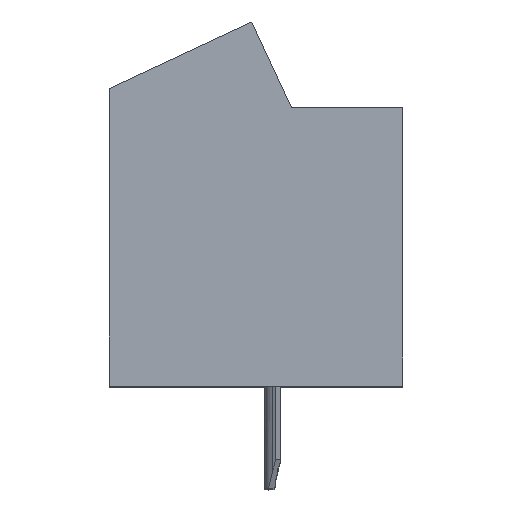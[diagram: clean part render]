
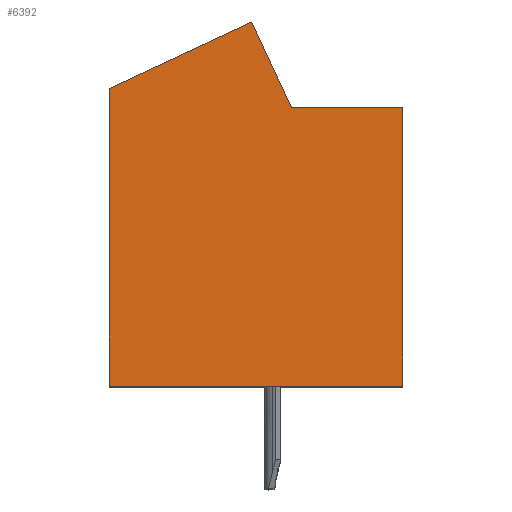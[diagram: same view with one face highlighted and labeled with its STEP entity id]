
A CAD part, top view. The second image highlights one B-rep face of the part: STEP entity #6392.
In plain terms, the highlighted planar face has unit normal (0, 0, 1).
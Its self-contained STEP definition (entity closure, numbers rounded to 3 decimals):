
#2297=DIRECTION('',(-1.,0.,0.));
#2298=VECTOR('',#2297,3.79);
#2299=CARTESIAN_POINT('',(5.002,3.3,21.75));
#2300=LINE('',#2299,#2298);
#2301=DIRECTION('',(0.,1.,0.));
#2302=VECTOR('',#2301,9.5);
#2303=CARTESIAN_POINT('',(5.002,-6.2,21.75));
#2304=LINE('',#2303,#2302);
#2305=DIRECTION('',(1.,0.,0.));
#2306=VECTOR('',#2305,10.);
#2307=CARTESIAN_POINT('',(-4.998,-6.2,21.75));
#2308=LINE('',#2307,#2306);
#2309=DIRECTION('',(0.,-1.,0.));
#2310=VECTOR('',#2309,10.135);
#2311=CARTESIAN_POINT('',(-4.998,3.935,21.75));
#2312=LINE('',#2311,#2310);
#2313=DIRECTION('',(-0.906,-0.423,0.));
#2314=VECTOR('',#2313,5.36);
#2315=CARTESIAN_POINT('',(-0.14,6.2,21.75));
#2316=LINE('',#2315,#2314);
#2317=DIRECTION('',(-0.423,0.906,0.));
#2318=VECTOR('',#2317,3.2);
#2319=CARTESIAN_POINT('',(1.212,3.3,21.75));
#2320=LINE('',#2319,#2318);
#2808=CARTESIAN_POINT('',(5.002,3.3,21.75));
#2809=CARTESIAN_POINT('',(1.212,3.3,21.75));
#2810=VERTEX_POINT('',#2808);
#2811=VERTEX_POINT('',#2809);
#2812=CARTESIAN_POINT('',(-0.14,6.2,21.75));
#2813=VERTEX_POINT('',#2812);
#2814=CARTESIAN_POINT('',(-4.998,3.935,21.75));
#2815=VERTEX_POINT('',#2814);
#2816=CARTESIAN_POINT('',(-4.998,-6.2,21.75));
#2817=VERTEX_POINT('',#2816);
#2818=CARTESIAN_POINT('',(5.002,-6.2,21.75));
#2819=VERTEX_POINT('',#2818);
#6379=CARTESIAN_POINT('',(0.,0.,21.75));
#6380=DIRECTION('',(0.,0.,1.));
#6381=DIRECTION('',(1.,0.,0.));
#6382=AXIS2_PLACEMENT_3D('',#6379,#6380,#6381);
#6383=PLANE('',#6382);
#6384=ORIENTED_EDGE('',*,*,#3597,.F.);
#6385=ORIENTED_EDGE('',*,*,#3612,.F.);
#6386=ORIENTED_EDGE('',*,*,#3626,.F.);
#6387=ORIENTED_EDGE('',*,*,#3737,.F.);
#6388=ORIENTED_EDGE('',*,*,#3861,.F.);
#6389=ORIENTED_EDGE('',*,*,#6373,.F.);
#6390=EDGE_LOOP('',(#6384,#6385,#6386,#6387,#6388,#6389));
#6391=FACE_OUTER_BOUND('',#6390,.F.);
#3597=EDGE_CURVE('',#2810,#2811,#2300,.T.);
#3612=EDGE_CURVE('',#2819,#2810,#2304,.T.);
#3626=EDGE_CURVE('',#2817,#2819,#2308,.T.);
#3737=EDGE_CURVE('',#2815,#2817,#2312,.T.);
#3861=EDGE_CURVE('',#2813,#2815,#2316,.T.);
#6373=EDGE_CURVE('',#2811,#2813,#2320,.T.);
#6392=ADVANCED_FACE('',(#6391),#6383,.T.);
